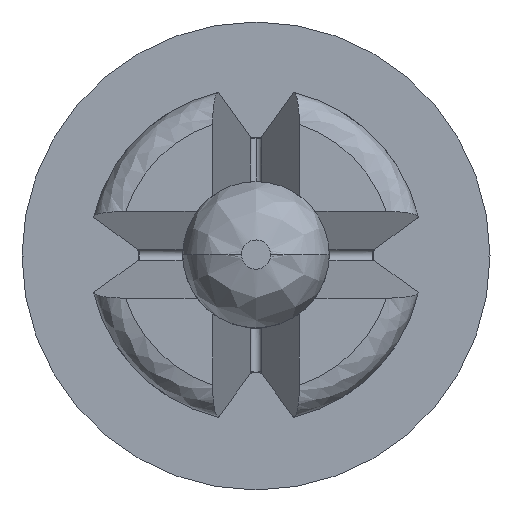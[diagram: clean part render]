
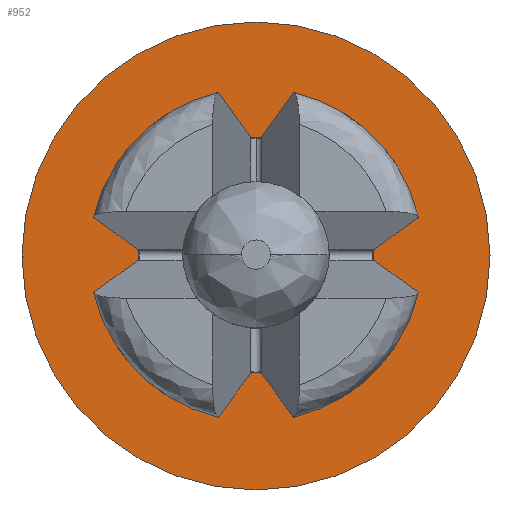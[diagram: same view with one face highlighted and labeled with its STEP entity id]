
A CAD part, top view. The second image highlights one B-rep face of the part: STEP entity #952.
In plain terms, the highlighted planar face has unit normal (0, 0, 1).
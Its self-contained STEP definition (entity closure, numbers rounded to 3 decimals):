
#135 = AXIS2_PLACEMENT_3D ( 'NONE', #1107, #159, #1476 ) ;
#159 = DIRECTION ( 'NONE',  ( 0., 0., -1. ) ) ;
#177 = FACE_BOUND ( 'NONE', #332, .T. ) ;
#196 = DIRECTION ( 'NONE',  ( -1., 0., 0. ) ) ;
#204 = DIRECTION ( 'NONE',  ( 0., 0., 1. ) ) ;
#215 = CIRCLE ( 'NONE', #1459, 4. ) ;
#295 = AXIS2_PLACEMENT_3D ( 'NONE', #384, #1112, #1222 ) ;
#307 = VERTEX_POINT ( 'NONE', #491 ) ;
#332 = EDGE_LOOP ( 'NONE', ( #1123, #1382 ) ) ;
#343 = VERTEX_POINT ( 'NONE', #862 ) ;
#367 = CIRCLE ( 'NONE', #1200, 2. ) ;
#384 = CARTESIAN_POINT ( 'NONE',  ( 0., 0., 0. ) ) ;
#406 = PLANE ( 'NONE',  #135 ) ;
#413 = VERTEX_POINT ( 'NONE', #897 ) ;
#448 = CIRCLE ( 'NONE', #295, 4. ) ;
#491 = CARTESIAN_POINT ( 'NONE',  ( -4., 0., 0. ) ) ;
#690 = DIRECTION ( 'NONE',  ( -1., 0., 0. ) ) ;
#702 = CIRCLE ( 'NONE', #975, 2. ) ;
#799 = CARTESIAN_POINT ( 'NONE',  ( -2., 0., 0. ) ) ;
#803 = CARTESIAN_POINT ( 'NONE',  ( 0., 0., 0. ) ) ;
#862 = CARTESIAN_POINT ( 'NONE',  ( 2., 0., 0. ) ) ;
#897 = CARTESIAN_POINT ( 'NONE',  ( 4., 0., 0. ) ) ;
#952 = ADVANCED_FACE ( 'NONE', ( #177, #1351 ), #406, .F. ) ;
#975 = AXIS2_PLACEMENT_3D ( 'NONE', #803, #1281, #196 ) ;
#1010 = VERTEX_POINT ( 'NONE', #799 ) ;
#1107 = CARTESIAN_POINT ( 'NONE',  ( 2., 0., 0. ) ) ;
#1112 = DIRECTION ( 'NONE',  ( 0., 0., -1. ) ) ;
#1123 = ORIENTED_EDGE ( 'NONE', *, *, #1317, .F. ) ;
#1135 = ORIENTED_EDGE ( 'NONE', *, *, #1273, .F. ) ;
#1156 = CARTESIAN_POINT ( 'NONE',  ( 0., 0., 0. ) ) ;
#1160 = EDGE_CURVE ( 'NONE', #413, #307, #448, .T. ) ;
#1200 = AXIS2_PLACEMENT_3D ( 'NONE', #1411, #204, #690 ) ;
#1222 = DIRECTION ( 'NONE',  ( -1., 0., 0. ) ) ;
#1273 = EDGE_CURVE ( 'NONE', #307, #413, #215, .T. ) ;
#1281 = DIRECTION ( 'NONE',  ( 0., 0., 1. ) ) ;
#1283 = EDGE_CURVE ( 'NONE', #343, #1010, #702, .T. ) ;
#1317 = EDGE_CURVE ( 'NONE', #1010, #343, #367, .T. ) ;
#1351 = FACE_OUTER_BOUND ( 'NONE', #1427, .T. ) ;
#1366 = DIRECTION ( 'NONE',  ( -1., 0., 0. ) ) ;
#1382 = ORIENTED_EDGE ( 'NONE', *, *, #1283, .F. ) ;
#1411 = CARTESIAN_POINT ( 'NONE',  ( 0., 0., 0. ) ) ;
#1427 = EDGE_LOOP ( 'NONE', ( #1135, #1547 ) ) ;
#1459 = AXIS2_PLACEMENT_3D ( 'NONE', #1156, #1522, #1366 ) ;
#1476 = DIRECTION ( 'NONE',  ( 0., -1., 0. ) ) ;
#1522 = DIRECTION ( 'NONE',  ( 0., 0., -1. ) ) ;
#1547 = ORIENTED_EDGE ( 'NONE', *, *, #1160, .F. ) ;
